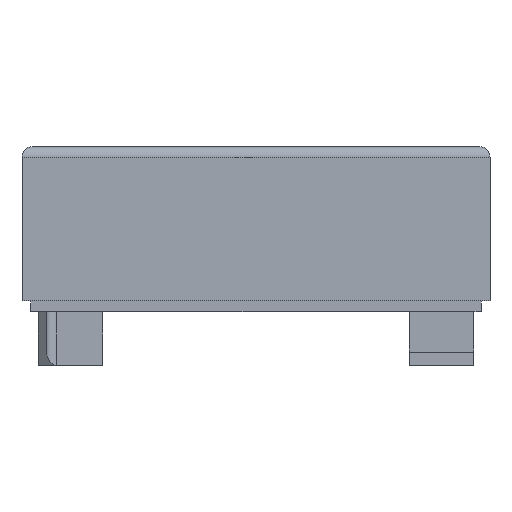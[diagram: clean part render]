
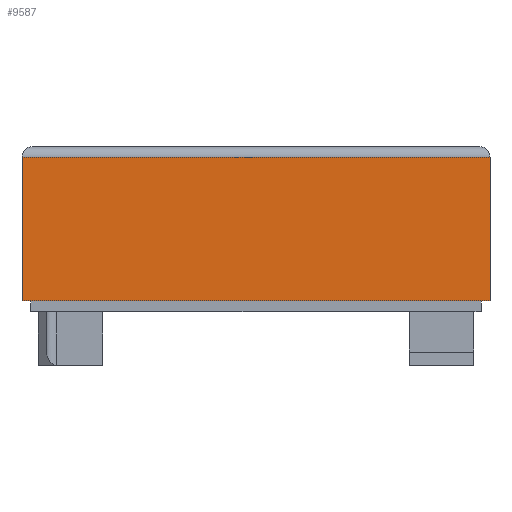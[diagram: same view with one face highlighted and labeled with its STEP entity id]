
A CAD part, left-side view. The second image highlights one B-rep face of the part: STEP entity #9587.
In plain terms, the highlighted planar face has unit normal (-1, 0, 0).
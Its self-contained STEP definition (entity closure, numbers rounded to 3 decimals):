
#2718 = PLANE('',#2719);
#2719 = AXIS2_PLACEMENT_3D('',#2720,#2721,#2722);
#2720 = CARTESIAN_POINT('',(-42.7,0.,2.));
#2721 = DIRECTION('',(0.,0.,1.));
#2722 = DIRECTION('',(1.,0.,0.));
#4345 = PLANE('',#4346);
#4346 = AXIS2_PLACEMENT_3D('',#4347,#4348,#4349);
#4347 = CARTESIAN_POINT('',(-43.5,43.5,0.));
#4348 = DIRECTION('',(0.,1.,0.));
#4349 = DIRECTION('',(1.,0.,0.));
#5032 = PLANE('',#5033);
#5033 = AXIS2_PLACEMENT_3D('',#5034,#5035,#5036);
#5034 = CARTESIAN_POINT('',(43.5,-43.5,0.));
#5035 = DIRECTION('',(0.,-1.,0.));
#5036 = DIRECTION('',(-1.,0.,0.));
#6513 = VERTEX_POINT('',#6514);
#6514 = CARTESIAN_POINT('',(-43.5,-43.5,2.));
#6588 = VERTEX_POINT('',#6589);
#6589 = CARTESIAN_POINT('',(-43.5,43.5,2.));
#6610 = EDGE_CURVE('',#6588,#6513,#6611,.T.);
#6611 = SURFACE_CURVE('',#6612,(#6616,#6623),.PCURVE_S1.);
#6612 = LINE('',#6613,#6614);
#6613 = CARTESIAN_POINT('',(-43.5,43.5,2.));
#6614 = VECTOR('',#6615,1.);
#6615 = DIRECTION('',(0.,-1.,0.));
#6616 = PCURVE('',#2718,#6617);
#6617 = DEFINITIONAL_REPRESENTATION('',(#6618),#6622);
#6618 = LINE('',#6619,#6620);
#6619 = CARTESIAN_POINT('',(-0.8,43.5));
#6620 = VECTOR('',#6621,1.);
#6621 = DIRECTION('',(0.,-1.));
#6622 = ( GEOMETRIC_REPRESENTATION_CONTEXT(2) 
PARAMETRIC_REPRESENTATION_CONTEXT() REPRESENTATION_CONTEXT('2D SPACE',''
  ) );
#6623 = PCURVE('',#6624,#6629);
#6624 = PLANE('',#6625);
#6625 = AXIS2_PLACEMENT_3D('',#6626,#6627,#6628);
#6626 = CARTESIAN_POINT('',(-43.5,-43.5,0.));
#6627 = DIRECTION('',(-1.,0.,0.));
#6628 = DIRECTION('',(0.,1.,0.));
#6629 = DEFINITIONAL_REPRESENTATION('',(#6630),#6634);
#6630 = LINE('',#6631,#6632);
#6631 = CARTESIAN_POINT('',(87.,-2.));
#6632 = VECTOR('',#6633,1.);
#6633 = DIRECTION('',(-1.,0.));
#6634 = ( GEOMETRIC_REPRESENTATION_CONTEXT(2) 
PARAMETRIC_REPRESENTATION_CONTEXT() REPRESENTATION_CONTEXT('2D SPACE',''
  ) );
#7870 = EDGE_CURVE('',#6588,#7871,#7873,.T.);
#7871 = VERTEX_POINT('',#7872);
#7872 = CARTESIAN_POINT('',(-43.5,43.5,28.7));
#7873 = SURFACE_CURVE('',#7874,(#7878,#7885),.PCURVE_S1.);
#7874 = LINE('',#7875,#7876);
#7875 = CARTESIAN_POINT('',(-43.5,43.5,0.));
#7876 = VECTOR('',#7877,1.);
#7877 = DIRECTION('',(0.,0.,1.));
#7878 = PCURVE('',#4345,#7879);
#7879 = DEFINITIONAL_REPRESENTATION('',(#7880),#7884);
#7880 = LINE('',#7881,#7882);
#7881 = CARTESIAN_POINT('',(0.,0.));
#7882 = VECTOR('',#7883,1.);
#7883 = DIRECTION('',(0.,-1.));
#7884 = ( GEOMETRIC_REPRESENTATION_CONTEXT(2) 
PARAMETRIC_REPRESENTATION_CONTEXT() REPRESENTATION_CONTEXT('2D SPACE',''
  ) );
#7885 = PCURVE('',#6624,#7886);
#7886 = DEFINITIONAL_REPRESENTATION('',(#7887),#7891);
#7887 = LINE('',#7888,#7889);
#7888 = CARTESIAN_POINT('',(87.,0.));
#7889 = VECTOR('',#7890,1.);
#7890 = DIRECTION('',(0.,-1.));
#7891 = ( GEOMETRIC_REPRESENTATION_CONTEXT(2) 
PARAMETRIC_REPRESENTATION_CONTEXT() REPRESENTATION_CONTEXT('2D SPACE',''
  ) );
#8261 = EDGE_CURVE('',#6513,#8262,#8264,.T.);
#8262 = VERTEX_POINT('',#8263);
#8263 = CARTESIAN_POINT('',(-43.5,-43.5,28.7));
#8264 = SURFACE_CURVE('',#8265,(#8269,#8276),.PCURVE_S1.);
#8265 = LINE('',#8266,#8267);
#8266 = CARTESIAN_POINT('',(-43.5,-43.5,0.));
#8267 = VECTOR('',#8268,1.);
#8268 = DIRECTION('',(0.,0.,1.));
#8269 = PCURVE('',#5032,#8270);
#8270 = DEFINITIONAL_REPRESENTATION('',(#8271),#8275);
#8271 = LINE('',#8272,#8273);
#8272 = CARTESIAN_POINT('',(87.,0.));
#8273 = VECTOR('',#8274,1.);
#8274 = DIRECTION('',(0.,-1.));
#8275 = ( GEOMETRIC_REPRESENTATION_CONTEXT(2) 
PARAMETRIC_REPRESENTATION_CONTEXT() REPRESENTATION_CONTEXT('2D SPACE',''
  ) );
#8276 = PCURVE('',#6624,#8277);
#8277 = DEFINITIONAL_REPRESENTATION('',(#8278),#8282);
#8278 = LINE('',#8279,#8280);
#8279 = CARTESIAN_POINT('',(0.,0.));
#8280 = VECTOR('',#8281,1.);
#8281 = DIRECTION('',(0.,-1.));
#8282 = ( GEOMETRIC_REPRESENTATION_CONTEXT(2) 
PARAMETRIC_REPRESENTATION_CONTEXT() REPRESENTATION_CONTEXT('2D SPACE',''
  ) );
#9587 = ADVANCED_FACE('',(#9588),#6624,.T.);
#9588 = FACE_BOUND('',#9589,.T.);
#9589 = EDGE_LOOP('',(#9590,#9591,#9592,#9593));
#9590 = ORIENTED_EDGE('',*,*,#7870,.F.);
#9591 = ORIENTED_EDGE('',*,*,#6610,.T.);
#9592 = ORIENTED_EDGE('',*,*,#8261,.T.);
#9593 = ORIENTED_EDGE('',*,*,#9594,.T.);
#9594 = EDGE_CURVE('',#8262,#7871,#9595,.T.);
#9595 = SURFACE_CURVE('',#9596,(#9600,#9607),.PCURVE_S1.);
#9596 = LINE('',#9597,#9598);
#9597 = CARTESIAN_POINT('',(-43.5,-43.5,28.7));
#9598 = VECTOR('',#9599,1.);
#9599 = DIRECTION('',(0.,1.,0.));
#9600 = PCURVE('',#6624,#9601);
#9601 = DEFINITIONAL_REPRESENTATION('',(#9602),#9606);
#9602 = LINE('',#9603,#9604);
#9603 = CARTESIAN_POINT('',(0.,-28.7));
#9604 = VECTOR('',#9605,1.);
#9605 = DIRECTION('',(1.,0.));
#9606 = ( GEOMETRIC_REPRESENTATION_CONTEXT(2) 
PARAMETRIC_REPRESENTATION_CONTEXT() REPRESENTATION_CONTEXT('2D SPACE',''
  ) );
#9607 = PCURVE('',#9608,#9613);
#9608 = CYLINDRICAL_SURFACE('',#9609,2.);
#9609 = AXIS2_PLACEMENT_3D('',#9610,#9611,#9612);
#9610 = CARTESIAN_POINT('',(-41.5,-43.5,28.7));
#9611 = DIRECTION('',(0.,1.,0.));
#9612 = DIRECTION('',(-1.,0.,0.));
#9613 = DEFINITIONAL_REPRESENTATION('',(#9614),#9618);
#9614 = LINE('',#9615,#9616);
#9615 = CARTESIAN_POINT('',(0.,0.));
#9616 = VECTOR('',#9617,1.);
#9617 = DIRECTION('',(0.,1.));
#9618 = ( GEOMETRIC_REPRESENTATION_CONTEXT(2) 
PARAMETRIC_REPRESENTATION_CONTEXT() REPRESENTATION_CONTEXT('2D SPACE',''
  ) );
